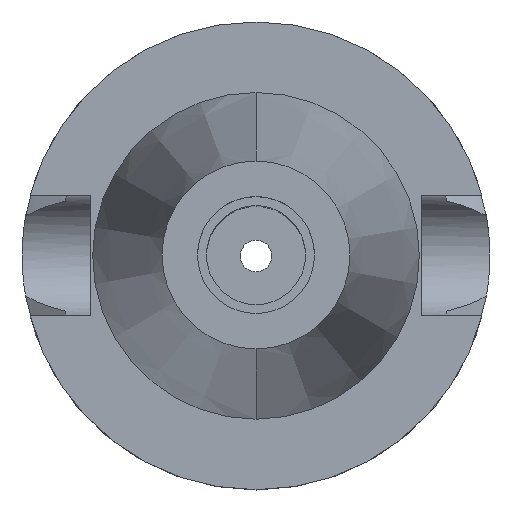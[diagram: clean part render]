
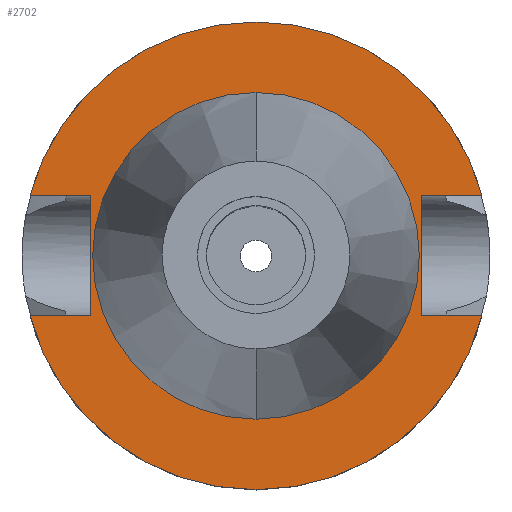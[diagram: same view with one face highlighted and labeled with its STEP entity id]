
A CAD part, top view. The second image highlights one B-rep face of the part: STEP entity #2702.
In plain terms, the highlighted planar face has unit normal (0, 0, 1).
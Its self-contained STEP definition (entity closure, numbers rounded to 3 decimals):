
#94=DIRECTION('',(0.,1.,0.));
#95=VECTOR('',#94,25.7);
#96=CARTESIAN_POINT('',(-35.4,-12.85,-1.5));
#97=LINE('',#96,#95);
#101=DIRECTION('',(-1.,0.,0.));
#102=VECTOR('',#101,12.921);
#103=CARTESIAN_POINT('',(-35.4,12.85,-1.5));
#104=LINE('',#103,#102);
#108=CARTESIAN_POINT('',(0.,0.,-1.5));
#109=DIRECTION('',(0.,0.,-1.));
#110=DIRECTION('',(-0.966,0.257,0.));
#111=AXIS2_PLACEMENT_3D('',#108,#109,#110);
#116=CARTESIAN_POINT('',(0.,0.,-1.5));
#117=DIRECTION('',(0.,0.,-1.));
#118=DIRECTION('',(0.,1.,0.));
#119=AXIS2_PLACEMENT_3D('',#116,#117,#118);
#124=DIRECTION('',(0.,-1.,0.));
#125=VECTOR('',#124,25.7);
#126=CARTESIAN_POINT('',(35.4,12.85,-1.5));
#127=LINE('',#126,#125);
#131=DIRECTION('',(1.,0.,0.));
#132=VECTOR('',#131,12.921);
#133=CARTESIAN_POINT('',(35.4,-12.85,-1.5));
#134=LINE('',#133,#132);
#138=CARTESIAN_POINT('',(0.,0.,-1.5));
#139=DIRECTION('',(0.,0.,-1.));
#140=DIRECTION('',(0.966,-0.257,0.));
#141=AXIS2_PLACEMENT_3D('',#138,#139,#140);
#146=CARTESIAN_POINT('',(0.,0.,-1.5));
#147=DIRECTION('',(0.,0.,-1.));
#148=DIRECTION('',(0.,-1.,0.));
#149=AXIS2_PLACEMENT_3D('',#146,#147,#148);
#154=CARTESIAN_POINT('',(0.,0.,-1.5));
#155=DIRECTION('',(0.,0.,1.));
#156=DIRECTION('',(0.,-1.,0.));
#157=AXIS2_PLACEMENT_3D('',#154,#155,#156);
#162=CARTESIAN_POINT('',(0.,0.,-1.5));
#163=DIRECTION('',(0.,0.,1.));
#164=DIRECTION('',(0.,1.,0.));
#165=AXIS2_PLACEMENT_3D('',#162,#163,#164);
#200=DIRECTION('',(-1.,0.,0.));
#201=VECTOR('',#200,12.921);
#202=CARTESIAN_POINT('',(-35.4,-12.85,-1.5));
#203=LINE('',#202,#201);
#2113=DIRECTION('',(1.,0.,0.));
#2114=VECTOR('',#2113,12.921);
#2115=CARTESIAN_POINT('',(35.4,12.85,-1.5));
#2116=LINE('',#2115,#2114);
#2523=CARTESIAN_POINT('',(-35.4,-12.85,-1.5));
#2524=VERTEX_POINT('',#2523);
#2525=CARTESIAN_POINT('',(-48.321,-12.85,-1.5));
#2526=VERTEX_POINT('',#2525);
#2529=CARTESIAN_POINT('',(-35.4,12.85,-1.5));
#2530=VERTEX_POINT('',#2529);
#2531=CARTESIAN_POINT('',(-48.321,12.85,-1.5));
#2532=VERTEX_POINT('',#2531);
#2533=CARTESIAN_POINT('',(0.,50.,-1.5));
#2534=CARTESIAN_POINT('',(48.321,12.85,-1.5));
#2535=VERTEX_POINT('',#2533);
#2536=VERTEX_POINT('',#2534);
#2537=CARTESIAN_POINT('',(35.4,12.85,-1.5));
#2538=VERTEX_POINT('',#2537);
#2539=CARTESIAN_POINT('',(35.4,-12.85,-1.5));
#2540=VERTEX_POINT('',#2539);
#2541=CARTESIAN_POINT('',(48.321,-12.85,-1.5));
#2542=VERTEX_POINT('',#2541);
#2543=CARTESIAN_POINT('',(0.,-50.,-1.5));
#2544=VERTEX_POINT('',#2543);
#2545=CARTESIAN_POINT('',(0.,-34.925,-1.5));
#2546=CARTESIAN_POINT('',(0.,34.925,-1.5));
#2547=VERTEX_POINT('',#2545);
#2548=VERTEX_POINT('',#2546);
#2671=CARTESIAN_POINT('',(0.,0.,-1.5));
#2672=DIRECTION('',(0.,0.,-1.));
#2673=DIRECTION('',(0.,-1.,0.));
#2674=AXIS2_PLACEMENT_3D('',#2671,#2672,#2673);
#2675=PLANE('',#2674);
#2677=ORIENTED_EDGE('',*,*,#2676,.T.);
#2679=ORIENTED_EDGE('',*,*,#2678,.T.);
#2681=ORIENTED_EDGE('',*,*,#2680,.T.);
#2683=ORIENTED_EDGE('',*,*,#2682,.T.);
#2685=ORIENTED_EDGE('',*,*,#2684,.F.);
#2687=ORIENTED_EDGE('',*,*,#2686,.T.);
#2689=ORIENTED_EDGE('',*,*,#2688,.T.);
#2691=ORIENTED_EDGE('',*,*,#2690,.T.);
#2693=ORIENTED_EDGE('',*,*,#2692,.T.);
#2695=ORIENTED_EDGE('',*,*,#2694,.F.);
#2696=EDGE_LOOP('',(#2677,#2679,#2681,#2683,#2685,#2687,#2689,#2691,#2693,
#2695));
#2697=FACE_OUTER_BOUND('',#2696,.F.);
#2698=ORIENTED_EDGE('',*,*,#2650,.T.);
#2699=ORIENTED_EDGE('',*,*,#2666,.T.);
#2700=EDGE_LOOP('',(#2698,#2699));
#2701=FACE_BOUND('',#2700,.F.);
#112=CIRCLE('',#111,50.);
#120=CIRCLE('',#119,50.);
#142=CIRCLE('',#141,50.);
#150=CIRCLE('',#149,50.);
#158=CIRCLE('',#157,34.925);
#166=CIRCLE('',#165,34.925);
#2650=EDGE_CURVE('',#2547,#2548,#158,.T.);
#2666=EDGE_CURVE('',#2548,#2547,#166,.T.);
#2676=EDGE_CURVE('',#2524,#2530,#97,.T.);
#2678=EDGE_CURVE('',#2530,#2532,#104,.T.);
#2680=EDGE_CURVE('',#2532,#2535,#112,.T.);
#2682=EDGE_CURVE('',#2535,#2536,#120,.T.);
#2684=EDGE_CURVE('',#2538,#2536,#2116,.T.);
#2686=EDGE_CURVE('',#2538,#2540,#127,.T.);
#2688=EDGE_CURVE('',#2540,#2542,#134,.T.);
#2690=EDGE_CURVE('',#2542,#2544,#142,.T.);
#2692=EDGE_CURVE('',#2544,#2526,#150,.T.);
#2694=EDGE_CURVE('',#2524,#2526,#203,.T.);
#2702=ADVANCED_FACE('',(#2697,#2701),#2675,.F.);
